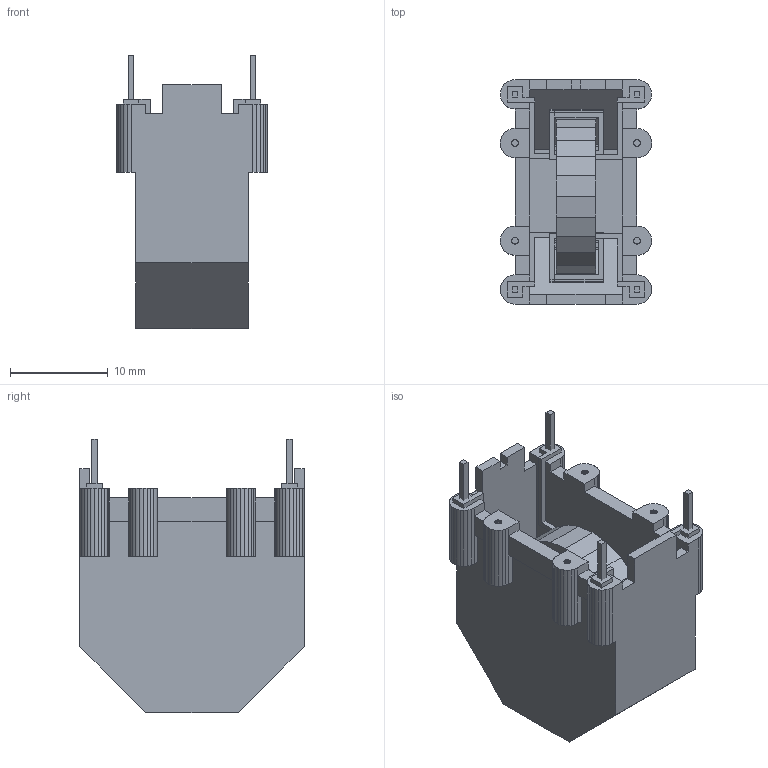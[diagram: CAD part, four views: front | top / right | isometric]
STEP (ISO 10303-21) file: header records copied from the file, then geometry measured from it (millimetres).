
FILE_DESCRIPTION(('FreeCAD Model'),'2;1');
FILE_NAME('X02Ve.stp', '2014-07-08T12:44:18',('FreeCAD'),('FreeCAD'), 'Open CASCADE STEP processor 6.3','FreeCAD','Unknown');
FILE_SCHEMA(('AUTOMOTIVE_DESIGN_CC2 { 1 2 10303 214 -1 1 5 4 }'));
Products named in the file (6): X02Ve004; X02Ve001; X02Ve002; X02Ve; X02Ve003; X02Ve005
Bounding box: 15.5 x 23 x 28 mm (x, y, z)
Volume: 2306.4 mm3; surface area: 4609.7 mm2
Topology: 6 solids, 6 shells, 873 faces, 2532 edges, 1681 vertices
Faces by surface type: plane 607, cylinder 266
Entity records: 63937 total; most frequent: CARTESIAN_POINT 15345, DIRECTION 8539, LINE 5419, VECTOR 5419, ORIENTED_EDGE 5064, PCURVE 5064, DEFINITIONAL_REPRESENTATION 5064, EDGE_CURVE 2532
